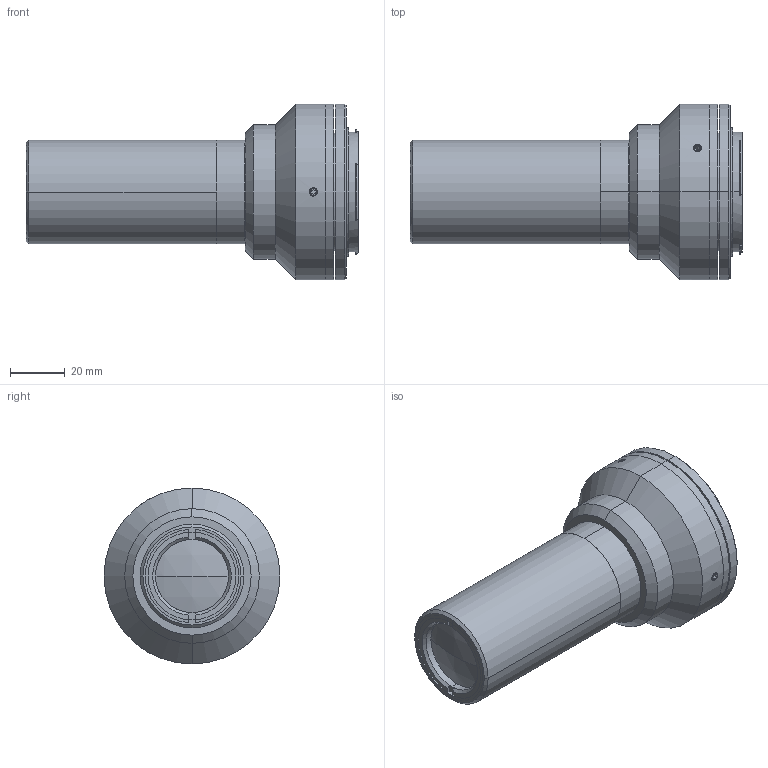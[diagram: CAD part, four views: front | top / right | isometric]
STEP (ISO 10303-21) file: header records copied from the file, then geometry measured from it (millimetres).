
FILE_DESCRIPTION (( 'STEP AP203' ), '1' );
FILE_NAME ('DP71385_TC2MHR016-F.step', '2021-10-01T12:44:48', ( '' ), ( '' ), 'SwSTEP 2.0', 'SolidWorks 2021', '' );
FILE_SCHEMA (( 'CONFIG_CONTROL_DESIGN' ));
Length unit declared in the file: millimetre
Products named in the file (1): DP71385_TC2MHR016-F
Bounding box: 120.76 x 64 x 64 mm (x, y, z)
Surface area: 31526.1 mm2 (no closed solid volume)
Topology: 0 solids, 19 shells, 176 faces, 505 edges, 340 vertices
Faces by surface type: plane 83, cylinder 53, cone 30, torus 6, sphere 4
Entity records: 5913 total; most frequent: CARTESIAN_POINT 1172, DIRECTION 1054, ORIENTED_EDGE 828, EDGE_CURVE 499, AXIS2_PLACEMENT_3D 398, VERTEX_POINT 340, LINE 258, VECTOR 258
